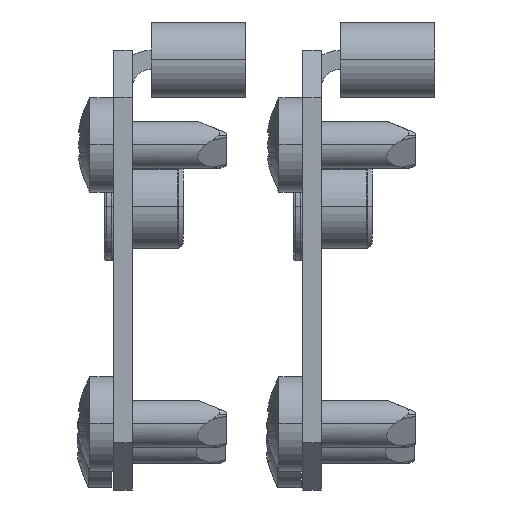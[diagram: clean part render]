
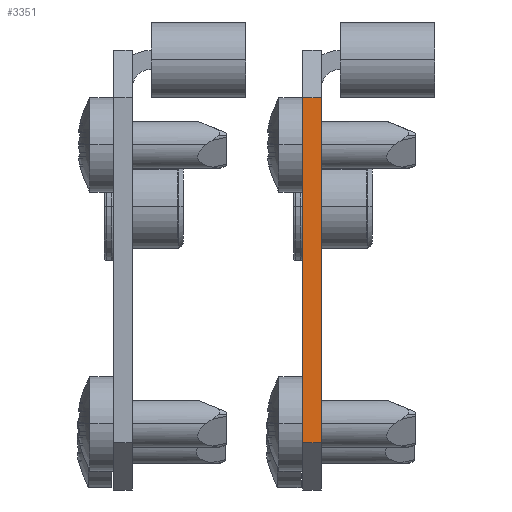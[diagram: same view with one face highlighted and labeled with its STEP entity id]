
A CAD part, left-side view. The second image highlights one B-rep face of the part: STEP entity #3351.
In plain terms, the highlighted planar face has unit normal (-1, 0, 0).
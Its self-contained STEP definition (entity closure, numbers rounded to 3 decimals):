
#225 = CARTESIAN_POINT ( 'NONE',  ( -274., 0., 18.25 ) ) ;
#826 = VECTOR ( 'NONE', #1850, 1000. ) ;
#867 = EDGE_CURVE ( 'NONE', #4202, #961, #4719, .T. ) ;
#961 = VERTEX_POINT ( 'NONE', #225 ) ;
#1257 = DIRECTION ( 'NONE',  ( 0., 0., 1. ) ) ;
#1356 = ORIENTED_EDGE ( 'NONE', *, *, #867, .F. ) ;
#1444 = EDGE_CURVE ( 'NONE', #3774, #961, #3564, .T. ) ;
#1486 = VECTOR ( 'NONE', #2160, 1000. ) ;
#1642 = CARTESIAN_POINT ( 'NONE',  ( -274., -2., 23.25 ) ) ;
#1756 = CARTESIAN_POINT ( 'NONE',  ( -274., 0., -18.25 ) ) ;
#1800 = CARTESIAN_POINT ( 'NONE',  ( -274., -2., -18.25 ) ) ;
#1819 = LINE ( 'NONE', #1642, #2984 ) ;
#1850 = DIRECTION ( 'NONE',  ( 0., -1., 0. ) ) ;
#1932 = LINE ( 'NONE', #1800, #826 ) ;
#2025 = PLANE ( 'NONE',  #3150 ) ;
#2160 = DIRECTION ( 'NONE',  ( 0., 1., 0. ) ) ;
#2319 = CARTESIAN_POINT ( 'NONE',  ( -274., -2., 18.25 ) ) ;
#2476 = ORIENTED_EDGE ( 'NONE', *, *, #4052, .T. ) ;
#2507 = EDGE_LOOP ( 'NONE', ( #1356, #5303, #2476, #2518 ) ) ;
#2518 = ORIENTED_EDGE ( 'NONE', *, *, #1444, .T. ) ;
#2547 = CARTESIAN_POINT ( 'NONE',  ( -274., -2., -18.25 ) ) ;
#2573 = DIRECTION ( 'NONE',  ( 0., 0., 1. ) ) ;
#2984 = VECTOR ( 'NONE', #1257, 1000. ) ;
#3007 = CARTESIAN_POINT ( 'NONE',  ( -274., 0., 23.25 ) ) ;
#3150 = AXIS2_PLACEMENT_3D ( 'NONE', #3250, #5334, #3267 ) ;
#3250 = CARTESIAN_POINT ( 'NONE',  ( -274., -2., 23.25 ) ) ;
#3267 = DIRECTION ( 'NONE',  ( 0., 0., 1. ) ) ;
#3351 = ADVANCED_FACE ( 'NONE', ( #4885 ), #2025, .T. ) ;
#3564 = LINE ( 'NONE', #4999, #1486 ) ;
#3774 = VERTEX_POINT ( 'NONE', #2319 ) ;
#4052 = EDGE_CURVE ( 'NONE', #5172, #3774, #1819, .T. ) ;
#4202 = VERTEX_POINT ( 'NONE', #1756 ) ;
#4416 = EDGE_CURVE ( 'NONE', #4202, #5172, #1932, .T. ) ;
#4596 = VECTOR ( 'NONE', #2573, 1000. ) ;
#4719 = LINE ( 'NONE', #3007, #4596 ) ;
#4885 = FACE_OUTER_BOUND ( 'NONE', #2507, .T. ) ;
#4999 = CARTESIAN_POINT ( 'NONE',  ( -274., -2., 18.25 ) ) ;
#5172 = VERTEX_POINT ( 'NONE', #2547 ) ;
#5303 = ORIENTED_EDGE ( 'NONE', *, *, #4416, .T. ) ;
#5334 = DIRECTION ( 'NONE',  ( -1., 0., 0. ) ) ;
